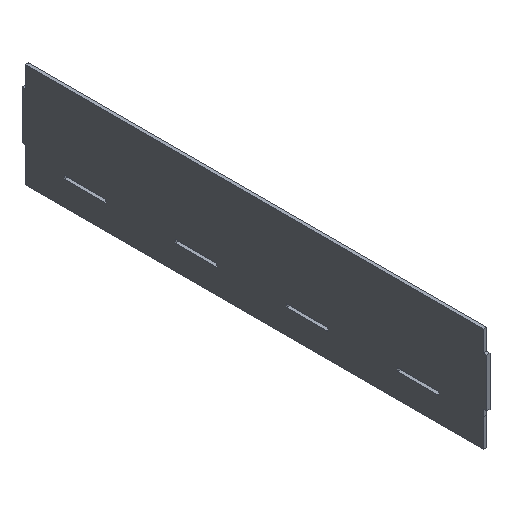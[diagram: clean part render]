
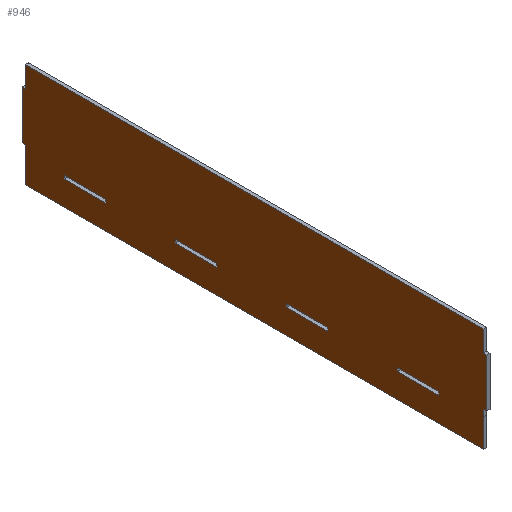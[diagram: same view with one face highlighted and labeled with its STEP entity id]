
A CAD part, isometric view. The second image highlights one B-rep face of the part: STEP entity #946.
In plain terms, the highlighted planar face has unit normal (-1, 0, 0).
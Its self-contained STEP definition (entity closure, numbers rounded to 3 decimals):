
#40=CARTESIAN_POINT('Vertex',(0.,-419.1,69.85)) ;
#45=CARTESIAN_POINT('Line Origine',(0.,-419.1,60.325)) ;
#49=CARTESIAN_POINT('Vertex',(0.,-419.1,50.8)) ;
#76=CARTESIAN_POINT('Line Origine',(0.,-420.624,50.8)) ;
#80=CARTESIAN_POINT('Vertex',(0.,-422.148,50.8)) ;
#107=CARTESIAN_POINT('Line Origine',(0.,-422.148,28.575)) ;
#111=CARTESIAN_POINT('Vertex',(0.,-422.148,6.35)) ;
#138=CARTESIAN_POINT('Line Origine',(0.,-420.624,6.35)) ;
#142=CARTESIAN_POINT('Vertex',(0.,-419.1,6.35)) ;
#164=CARTESIAN_POINT('Line Origine',(0.,-419.1,3.175)) ;
#168=CARTESIAN_POINT('Vertex',(0.,-419.1,0.)) ;
#190=CARTESIAN_POINT('Line Origine',(0.,-419.1,-12.7)) ;
#194=CARTESIAN_POINT('Vertex',(0.,-419.1,-25.4)) ;
#221=CARTESIAN_POINT('Line Origine',(0.,-209.55,-25.4)) ;
#225=CARTESIAN_POINT('Vertex',(0.,0.,-25.4)) ;
#252=CARTESIAN_POINT('Line Origine',(0.,0.,-12.7)) ;
#256=CARTESIAN_POINT('Vertex',(0.,0.,0.)) ;
#278=CARTESIAN_POINT('Line Origine',(0.,0.,3.175)) ;
#282=CARTESIAN_POINT('Vertex',(0.,0.,6.35)) ;
#304=CARTESIAN_POINT('Line Origine',(0.,1.524,6.35)) ;
#308=CARTESIAN_POINT('Vertex',(0.,3.048,6.35)) ;
#335=CARTESIAN_POINT('Line Origine',(0.,3.048,28.575)) ;
#339=CARTESIAN_POINT('Vertex',(0.,3.048,50.8)) ;
#361=CARTESIAN_POINT('Line Origine',(0.,1.524,50.8)) ;
#365=CARTESIAN_POINT('Vertex',(0.,0.,50.8)) ;
#387=CARTESIAN_POINT('Line Origine',(0.,0.,60.325)) ;
#391=CARTESIAN_POINT('Vertex',(0.,0.,69.85)) ;
#418=CARTESIAN_POINT('Line Origine',(0.,-209.55,69.85)) ;
#453=CARTESIAN_POINT('Vertex',(0.,-73.66,0.)) ;
#456=CARTESIAN_POINT('Line Origine',(0.,-54.61,0.)) ;
#460=CARTESIAN_POINT('Vertex',(0.,-35.56,0.)) ;
#487=CARTESIAN_POINT('Line Origine',(0.,-35.56,-1.524)) ;
#491=CARTESIAN_POINT('Vertex',(0.,-35.56,-3.048)) ;
#518=CARTESIAN_POINT('Line Origine',(0.,-54.61,-3.048)) ;
#522=CARTESIAN_POINT('Vertex',(0.,-73.66,-3.048)) ;
#547=CARTESIAN_POINT('Line Origine',(0.,-73.66,-1.524)) ;
#572=CARTESIAN_POINT('Vertex',(0.,-175.26,0.)) ;
#575=CARTESIAN_POINT('Line Origine',(0.,-156.21,0.)) ;
#579=CARTESIAN_POINT('Vertex',(0.,-137.16,0.)) ;
#606=CARTESIAN_POINT('Line Origine',(0.,-137.16,-1.524)) ;
#610=CARTESIAN_POINT('Vertex',(0.,-137.16,-3.048)) ;
#632=CARTESIAN_POINT('Line Origine',(0.,-156.21,-3.048)) ;
#636=CARTESIAN_POINT('Vertex',(0.,-175.26,-3.048)) ;
#661=CARTESIAN_POINT('Line Origine',(0.,-175.26,-1.524)) ;
#686=CARTESIAN_POINT('Vertex',(0.,-276.86,0.)) ;
#689=CARTESIAN_POINT('Line Origine',(0.,-257.81,0.)) ;
#693=CARTESIAN_POINT('Vertex',(0.,-238.76,0.)) ;
#720=CARTESIAN_POINT('Line Origine',(0.,-238.76,-1.524)) ;
#724=CARTESIAN_POINT('Vertex',(0.,-238.76,-3.048)) ;
#746=CARTESIAN_POINT('Line Origine',(0.,-257.81,-3.048)) ;
#750=CARTESIAN_POINT('Vertex',(0.,-276.86,-3.048)) ;
#775=CARTESIAN_POINT('Line Origine',(0.,-276.86,-1.524)) ;
#800=CARTESIAN_POINT('Vertex',(0.,-378.46,0.)) ;
#803=CARTESIAN_POINT('Line Origine',(0.,-359.41,0.)) ;
#807=CARTESIAN_POINT('Vertex',(0.,-340.36,0.)) ;
#834=CARTESIAN_POINT('Line Origine',(0.,-340.36,-1.524)) ;
#838=CARTESIAN_POINT('Vertex',(0.,-340.36,-3.048)) ;
#860=CARTESIAN_POINT('Line Origine',(0.,-359.41,-3.048)) ;
#864=CARTESIAN_POINT('Vertex',(0.,-378.46,-3.048)) ;
#889=CARTESIAN_POINT('Line Origine',(0.,-378.46,-1.524)) ;
#901=CARTESIAN_POINT('Axis2P3D Location',(0.,0.,0.)) ;
#47=VECTOR('Line Direction',#46,1.) ;
#78=VECTOR('Line Direction',#77,1.) ;
#109=VECTOR('Line Direction',#108,1.) ;
#140=VECTOR('Line Direction',#139,1.) ;
#166=VECTOR('Line Direction',#165,1.) ;
#192=VECTOR('Line Direction',#191,1.) ;
#223=VECTOR('Line Direction',#222,1.) ;
#254=VECTOR('Line Direction',#253,1.) ;
#280=VECTOR('Line Direction',#279,1.) ;
#306=VECTOR('Line Direction',#305,1.) ;
#337=VECTOR('Line Direction',#336,1.) ;
#363=VECTOR('Line Direction',#362,1.) ;
#389=VECTOR('Line Direction',#388,1.) ;
#420=VECTOR('Line Direction',#419,1.) ;
#458=VECTOR('Line Direction',#457,1.) ;
#489=VECTOR('Line Direction',#488,1.) ;
#520=VECTOR('Line Direction',#519,1.) ;
#549=VECTOR('Line Direction',#548,1.) ;
#577=VECTOR('Line Direction',#576,1.) ;
#608=VECTOR('Line Direction',#607,1.) ;
#634=VECTOR('Line Direction',#633,1.) ;
#663=VECTOR('Line Direction',#662,1.) ;
#691=VECTOR('Line Direction',#690,1.) ;
#722=VECTOR('Line Direction',#721,1.) ;
#748=VECTOR('Line Direction',#747,1.) ;
#777=VECTOR('Line Direction',#776,1.) ;
#805=VECTOR('Line Direction',#804,1.) ;
#836=VECTOR('Line Direction',#835,1.) ;
#862=VECTOR('Line Direction',#861,1.) ;
#891=VECTOR('Line Direction',#890,1.) ;
#46=DIRECTION('Vector Direction',(0.,0.,-1.)) ;
#77=DIRECTION('Vector Direction',(0.,-1.,0.)) ;
#108=DIRECTION('Vector Direction',(0.,0.,1.)) ;
#139=DIRECTION('Vector Direction',(0.,1.,0.)) ;
#165=DIRECTION('Vector Direction',(0.,0.,-1.)) ;
#191=DIRECTION('Vector Direction',(0.,0.,1.)) ;
#222=DIRECTION('Vector Direction',(0.,-1.,0.)) ;
#253=DIRECTION('Vector Direction',(0.,0.,-1.)) ;
#279=DIRECTION('Vector Direction',(0.,0.,-1.)) ;
#305=DIRECTION('Vector Direction',(0.,-1.,0.)) ;
#336=DIRECTION('Vector Direction',(0.,0.,1.)) ;
#362=DIRECTION('Vector Direction',(0.,1.,0.)) ;
#388=DIRECTION('Vector Direction',(0.,0.,-1.)) ;
#419=DIRECTION('Vector Direction',(0.,-1.,0.)) ;
#457=DIRECTION('Vector Direction',(0.,-1.,0.)) ;
#488=DIRECTION('Vector Direction',(0.,0.,-1.)) ;
#519=DIRECTION('Vector Direction',(0.,-1.,0.)) ;
#548=DIRECTION('Vector Direction',(0.,0.,1.)) ;
#576=DIRECTION('Vector Direction',(0.,-1.,0.)) ;
#607=DIRECTION('Vector Direction',(0.,0.,-1.)) ;
#633=DIRECTION('Vector Direction',(0.,-1.,0.)) ;
#662=DIRECTION('Vector Direction',(0.,0.,1.)) ;
#690=DIRECTION('Vector Direction',(0.,-1.,0.)) ;
#721=DIRECTION('Vector Direction',(0.,0.,-1.)) ;
#747=DIRECTION('Vector Direction',(0.,-1.,0.)) ;
#776=DIRECTION('Vector Direction',(0.,0.,1.)) ;
#804=DIRECTION('Vector Direction',(0.,-1.,0.)) ;
#835=DIRECTION('Vector Direction',(0.,0.,-1.)) ;
#861=DIRECTION('Vector Direction',(0.,-1.,0.)) ;
#890=DIRECTION('Vector Direction',(0.,0.,1.)) ;
#902=DIRECTION('Axis2P3D Direction',(1.,0.,0.)) ;
#903=DIRECTION('Axis2P3D XDirection',(0.,1.,0.)) ;
#904=AXIS2_PLACEMENT_3D('Plane Axis2P3D',#901,#902,#903) ;
#48=LINE('Line',#45,#47) ;
#79=LINE('Line',#76,#78) ;
#110=LINE('Line',#107,#109) ;
#141=LINE('Line',#138,#140) ;
#167=LINE('Line',#164,#166) ;
#193=LINE('Line',#190,#192) ;
#224=LINE('Line',#221,#223) ;
#255=LINE('Line',#252,#254) ;
#281=LINE('Line',#278,#280) ;
#307=LINE('Line',#304,#306) ;
#338=LINE('Line',#335,#337) ;
#364=LINE('Line',#361,#363) ;
#390=LINE('Line',#387,#389) ;
#421=LINE('Line',#418,#420) ;
#459=LINE('Line',#456,#458) ;
#490=LINE('Line',#487,#489) ;
#521=LINE('Line',#518,#520) ;
#550=LINE('Line',#547,#549) ;
#578=LINE('Line',#575,#577) ;
#609=LINE('Line',#606,#608) ;
#635=LINE('Line',#632,#634) ;
#664=LINE('Line',#661,#663) ;
#692=LINE('Line',#689,#691) ;
#723=LINE('Line',#720,#722) ;
#749=LINE('Line',#746,#748) ;
#778=LINE('Line',#775,#777) ;
#806=LINE('Line',#803,#805) ;
#837=LINE('Line',#834,#836) ;
#863=LINE('Line',#860,#862) ;
#892=LINE('Line',#889,#891) ;
#905=PLANE('',#904) ;
#927=FACE_BOUND('',#922,.T.) ;
#933=FACE_BOUND('',#928,.T.) ;
#939=FACE_BOUND('',#934,.T.) ;
#945=FACE_BOUND('',#940,.T.) ;
#51=EDGE_CURVE('',#41,#50,#48,.T.) ;
#82=EDGE_CURVE('',#50,#81,#79,.T.) ;
#113=EDGE_CURVE('',#81,#112,#110,.F.) ;
#144=EDGE_CURVE('',#112,#143,#141,.T.) ;
#170=EDGE_CURVE('',#143,#169,#167,.T.) ;
#196=EDGE_CURVE('',#169,#195,#193,.F.) ;
#227=EDGE_CURVE('',#195,#226,#224,.F.) ;
#258=EDGE_CURVE('',#226,#257,#255,.F.) ;
#284=EDGE_CURVE('',#257,#283,#281,.F.) ;
#310=EDGE_CURVE('',#283,#309,#307,.F.) ;
#341=EDGE_CURVE('',#309,#340,#338,.T.) ;
#367=EDGE_CURVE('',#340,#366,#364,.F.) ;
#393=EDGE_CURVE('',#366,#392,#390,.F.) ;
#422=EDGE_CURVE('',#392,#41,#421,.T.) ;
#462=EDGE_CURVE('',#461,#454,#459,.T.) ;
#493=EDGE_CURVE('',#492,#461,#490,.F.) ;
#524=EDGE_CURVE('',#523,#492,#521,.F.) ;
#551=EDGE_CURVE('',#454,#523,#550,.F.) ;
#581=EDGE_CURVE('',#580,#573,#578,.T.) ;
#612=EDGE_CURVE('',#611,#580,#609,.F.) ;
#638=EDGE_CURVE('',#637,#611,#635,.F.) ;
#665=EDGE_CURVE('',#573,#637,#664,.F.) ;
#695=EDGE_CURVE('',#694,#687,#692,.T.) ;
#726=EDGE_CURVE('',#725,#694,#723,.F.) ;
#752=EDGE_CURVE('',#751,#725,#749,.F.) ;
#779=EDGE_CURVE('',#687,#751,#778,.F.) ;
#809=EDGE_CURVE('',#808,#801,#806,.T.) ;
#840=EDGE_CURVE('',#839,#808,#837,.F.) ;
#866=EDGE_CURVE('',#865,#839,#863,.F.) ;
#893=EDGE_CURVE('',#801,#865,#892,.F.) ;
#907=ORIENTED_EDGE('',*,*,#422,.F.) ;
#908=ORIENTED_EDGE('',*,*,#393,.F.) ;
#909=ORIENTED_EDGE('',*,*,#367,.F.) ;
#910=ORIENTED_EDGE('',*,*,#341,.F.) ;
#911=ORIENTED_EDGE('',*,*,#310,.F.) ;
#912=ORIENTED_EDGE('',*,*,#284,.F.) ;
#913=ORIENTED_EDGE('',*,*,#258,.F.) ;
#914=ORIENTED_EDGE('',*,*,#227,.F.) ;
#915=ORIENTED_EDGE('',*,*,#196,.F.) ;
#916=ORIENTED_EDGE('',*,*,#170,.F.) ;
#917=ORIENTED_EDGE('',*,*,#144,.F.) ;
#918=ORIENTED_EDGE('',*,*,#113,.F.) ;
#919=ORIENTED_EDGE('',*,*,#82,.F.) ;
#920=ORIENTED_EDGE('',*,*,#51,.F.) ;
#923=ORIENTED_EDGE('',*,*,#551,.T.) ;
#924=ORIENTED_EDGE('',*,*,#524,.T.) ;
#925=ORIENTED_EDGE('',*,*,#493,.T.) ;
#926=ORIENTED_EDGE('',*,*,#462,.T.) ;
#929=ORIENTED_EDGE('',*,*,#665,.T.) ;
#930=ORIENTED_EDGE('',*,*,#638,.T.) ;
#931=ORIENTED_EDGE('',*,*,#612,.T.) ;
#932=ORIENTED_EDGE('',*,*,#581,.T.) ;
#935=ORIENTED_EDGE('',*,*,#779,.T.) ;
#936=ORIENTED_EDGE('',*,*,#752,.T.) ;
#937=ORIENTED_EDGE('',*,*,#726,.T.) ;
#938=ORIENTED_EDGE('',*,*,#695,.T.) ;
#941=ORIENTED_EDGE('',*,*,#893,.T.) ;
#942=ORIENTED_EDGE('',*,*,#866,.T.) ;
#943=ORIENTED_EDGE('',*,*,#840,.T.) ;
#944=ORIENTED_EDGE('',*,*,#809,.T.) ;
#906=EDGE_LOOP('',(#907,#908,#909,#910,#911,#912,#913,#914,#915,#916,#917,#918,#919,#920)) ;
#922=EDGE_LOOP('',(#923,#924,#925,#926)) ;
#928=EDGE_LOOP('',(#929,#930,#931,#932)) ;
#934=EDGE_LOOP('',(#935,#936,#937,#938)) ;
#940=EDGE_LOOP('',(#941,#942,#943,#944)) ;
#41=VERTEX_POINT('',#40) ;
#50=VERTEX_POINT('',#49) ;
#81=VERTEX_POINT('',#80) ;
#112=VERTEX_POINT('',#111) ;
#143=VERTEX_POINT('',#142) ;
#169=VERTEX_POINT('',#168) ;
#195=VERTEX_POINT('',#194) ;
#226=VERTEX_POINT('',#225) ;
#257=VERTEX_POINT('',#256) ;
#283=VERTEX_POINT('',#282) ;
#309=VERTEX_POINT('',#308) ;
#340=VERTEX_POINT('',#339) ;
#366=VERTEX_POINT('',#365) ;
#392=VERTEX_POINT('',#391) ;
#454=VERTEX_POINT('',#453) ;
#461=VERTEX_POINT('',#460) ;
#492=VERTEX_POINT('',#491) ;
#523=VERTEX_POINT('',#522) ;
#573=VERTEX_POINT('',#572) ;
#580=VERTEX_POINT('',#579) ;
#611=VERTEX_POINT('',#610) ;
#637=VERTEX_POINT('',#636) ;
#687=VERTEX_POINT('',#686) ;
#694=VERTEX_POINT('',#693) ;
#725=VERTEX_POINT('',#724) ;
#751=VERTEX_POINT('',#750) ;
#801=VERTEX_POINT('',#800) ;
#808=VERTEX_POINT('',#807) ;
#839=VERTEX_POINT('',#838) ;
#865=VERTEX_POINT('',#864) ;
#946=ADVANCED_FACE('PartBody',(#921,#927,#933,#939,#945),#905,.F.) ;
#921=FACE_OUTER_BOUND('',#906,.T.) ;
